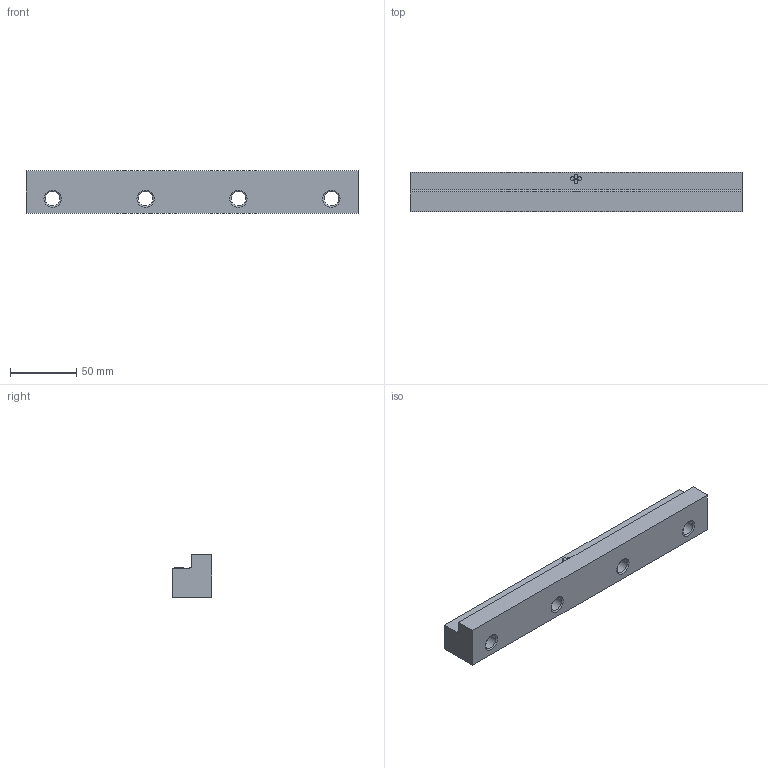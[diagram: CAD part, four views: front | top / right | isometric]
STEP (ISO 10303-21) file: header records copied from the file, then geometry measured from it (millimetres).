
FILE_DESCRIPTION( ( 'STEP AP203' ), ' ' );
FILE_NAME( 'LBG101.025003230.stp', '2016-03-11T13:35:17', ( '' ), ( '' ), ' ', 'PARTsolutions', ' ' );
FILE_SCHEMA( ( 'CONFIG_CONTROL_DESIGN' ) );
Length unit declared in the file: millimetre
Products named in the file (1): _LBG101.025003230
Bounding box: 250 x 30 x 32 mm (x, y, z)
Volume: 191281.8 mm3; surface area: 35739.3 mm2
Topology: 1 solids, 1 shells, 33 faces, 67 edges, 44 vertices
Faces by surface type: plane 16, cylinder 13, torus 4
Full cylindrical faces by diameter (mm): 2 x4, 3 x4, 11 x4
Entity records: 837 total; most frequent: DIRECTION 147, CARTESIAN_POINT 125, ORIENTED_EDGE 98, EDGE_LOOP 65, AXIS2_PLACEMENT_3D 64, FACE_OUTER_BOUND 49, EDGE_CURVE 49, VERTEX_POINT 42
